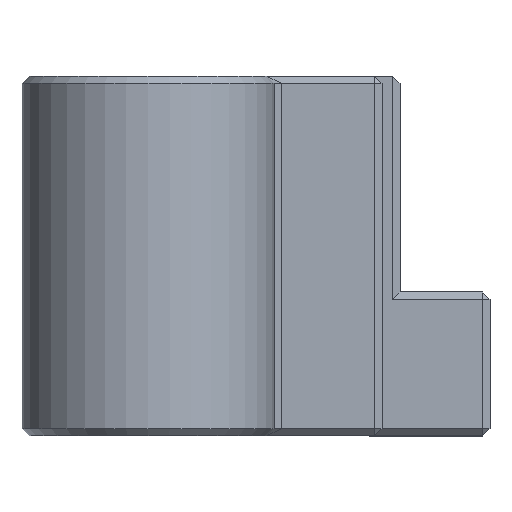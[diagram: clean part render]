
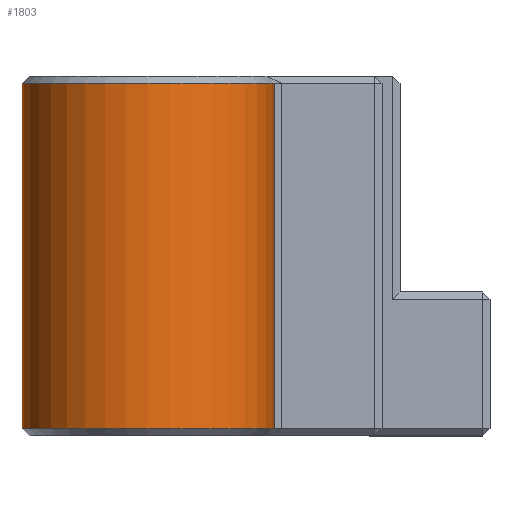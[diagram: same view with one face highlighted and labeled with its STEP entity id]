
A CAD part, front view. The second image highlights one B-rep face of the part: STEP entity #1803.
In plain terms, the highlighted cylindrical face has radius 7 mm (diameter 14 mm), a partial arc.
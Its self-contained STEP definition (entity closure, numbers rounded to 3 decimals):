
#22=CYLINDRICAL_SURFACE('',#1942,7.);
#183=FACE_OUTER_BOUND('',#300,.T.);
#300=EDGE_LOOP('',(#1407,#1408,#1409,#1410));
#481=LINE('',#2764,#703);
#482=LINE('',#2765,#704);
#703=VECTOR('',#2236,10.);
#704=VECTOR('',#2237,10.);
#835=CIRCLE('',#1921,7.);
#837=CIRCLE('',#1930,7.);
#904=VERTEX_POINT('',#2685);
#905=VERTEX_POINT('',#2689);
#907=VERTEX_POINT('',#2708);
#909=VERTEX_POINT('',#2714);
#1060=EDGE_CURVE('',#904,#905,#835,.T.);
#1076=EDGE_CURVE('',#907,#909,#837,.T.);
#1102=EDGE_CURVE('',#904,#909,#481,.T.);
#1103=EDGE_CURVE('',#905,#907,#482,.T.);
#1407=ORIENTED_EDGE('',*,*,#1060,.F.);
#1408=ORIENTED_EDGE('',*,*,#1102,.T.);
#1409=ORIENTED_EDGE('',*,*,#1076,.F.);
#1410=ORIENTED_EDGE('',*,*,#1103,.F.);
#1803=ADVANCED_FACE('',(#183),#22,.T.);
#1921=AXIS2_PLACEMENT_3D('',#2690,#2153,#2154);
#1930=AXIS2_PLACEMENT_3D('',#2718,#2185,#2186);
#1942=AXIS2_PLACEMENT_3D('',#2763,#2234,#2235);
#2153=DIRECTION('center_axis',(0.,0.,
-1.));
#2154=DIRECTION('ref_axis',(1.,0.,0.));
#2185=DIRECTION('center_axis',(0.,0.,
1.));
#2186=DIRECTION('ref_axis',(1.,0.,0.));
#2234=DIRECTION('center_axis',(0.,0.,
1.));
#2235=DIRECTION('ref_axis',(1.,0.,0.));
#2236=DIRECTION('',(0.,0.,1.));
#2237=DIRECTION('',(0.,0.,1.));
#2685=CARTESIAN_POINT('',(14.,-20.,0.4));
#2689=CARTESIAN_POINT('',(0.,-20.,0.4));
#2690=CARTESIAN_POINT('Origin',(7.,-20.,0.4));
#2708=CARTESIAN_POINT('',(0.,-20.,19.6));
#2714=CARTESIAN_POINT('',(14.,-20.,19.6));
#2718=CARTESIAN_POINT('Origin',(7.,-20.,19.6));
#2763=CARTESIAN_POINT('Origin',(7.,-20.,0.));
#2764=CARTESIAN_POINT('',(14.,-20.,0.));
#2765=CARTESIAN_POINT('',(0.,-20.,0.));
